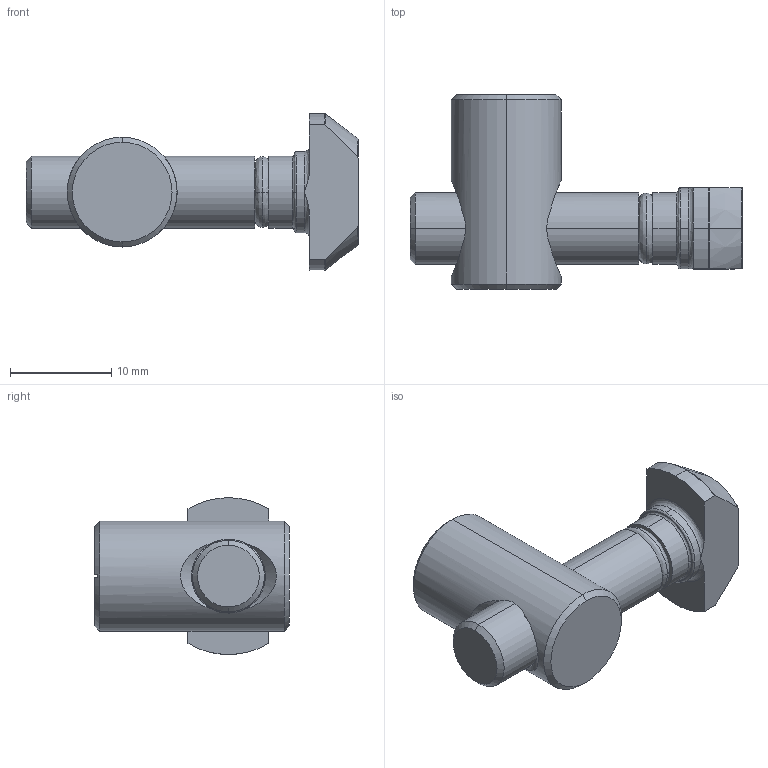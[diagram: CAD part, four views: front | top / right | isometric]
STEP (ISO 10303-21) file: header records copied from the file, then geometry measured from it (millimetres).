
FILE_DESCRIPTION (( 'STEP AP214' ), '1' );
FILE_NAME ('FIXE08H1420-Fixation centrale standard 8 30-40-45 à 90°.step', '2023-03-24T10:08:22', ( 'Altae' ), ( '' ), 'SwSTEP 2.0', 'SolidWorks 2021', '' );
FILE_SCHEMA (( 'AUTOMOTIVE_DESIGN' ));
Length unit declared in the file: millimetre
Products named in the file (1): FIXE08H1420-Fixation centrale standard 8 30-40-45 à 90°
Bounding box: 32.8 x 19.2 x 15.48 mm (x, y, z)
Volume: 2883.3 mm3; surface area: 2548.1 mm2
Topology: 4 solids, 4 shells, 99 faces, 240 edges, 149 vertices
Faces by surface type: plane 38, cone 23, cylinder 19, bspline 19
Entity records: 3812 total; most frequent: CARTESIAN_POINT 1534, ORIENTED_EDGE 476, DIRECTION 446, EDGE_CURVE 238, AXIS2_PLACEMENT_3D 179, VERTEX_POINT 149, EDGE_LOOP 107, FACE_OUTER_BOUND 99
